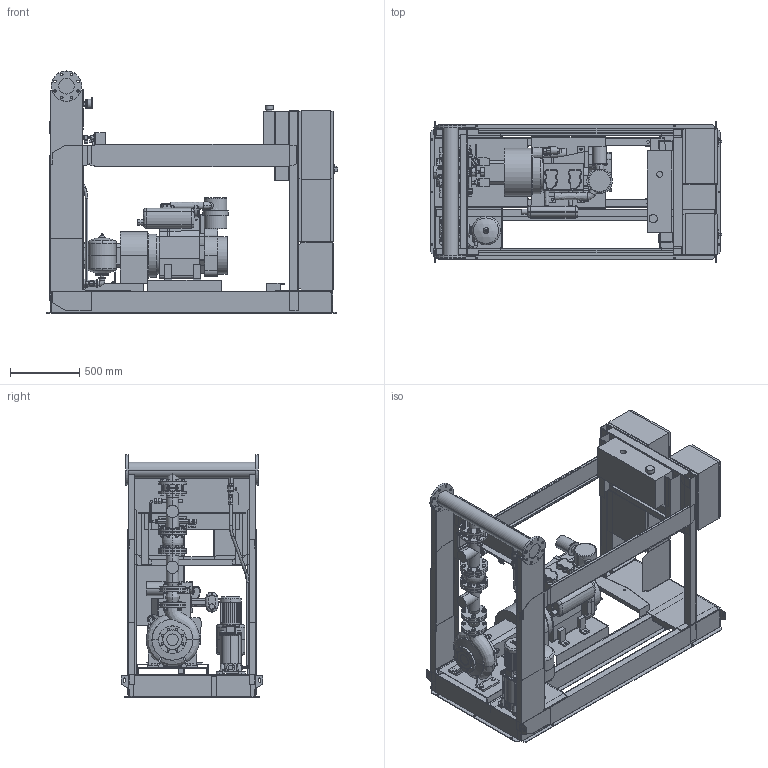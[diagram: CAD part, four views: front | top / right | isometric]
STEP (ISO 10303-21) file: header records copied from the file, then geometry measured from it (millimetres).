
FILE_DESCRIPTION((''),'2;1');
FILE_NAME('3d_Sifire-EN-65_250-223-31.5_1.1DJ-4183891.stp','2015-05-26T10:13:06',(''),(''),'Mechanical Desktop 2009','Mechanical Desktop 2009',', , ');
FILE_SCHEMA(('CONFIG_CONTROL_DESIGN'));
Length unit declared in the file: millimetre
Products named in the file (1): Product
Bounding box: 2105.5 x 1026 x 1750 mm (x, y, z)
Volume: 344549342.5 mm3; surface area: 27724883.8 mm2
Topology: 195 solids, 195 shells, 4611 faces, 11144 edges, 7037 vertices
Faces by surface type: bspline 1708, plane 1549, cylinder 764, cone 474, torus 92, sphere 24
Entity records: 150969 total; most frequent: CARTESIAN_POINT 50207, ORIENTED_EDGE 22232, DIRECTION 18868, EDGE_CURVE 11116, VERTEX_POINT 7034, AXIS2_PLACEMENT_3D 6385, VECTOR 6098, LINE 6098
